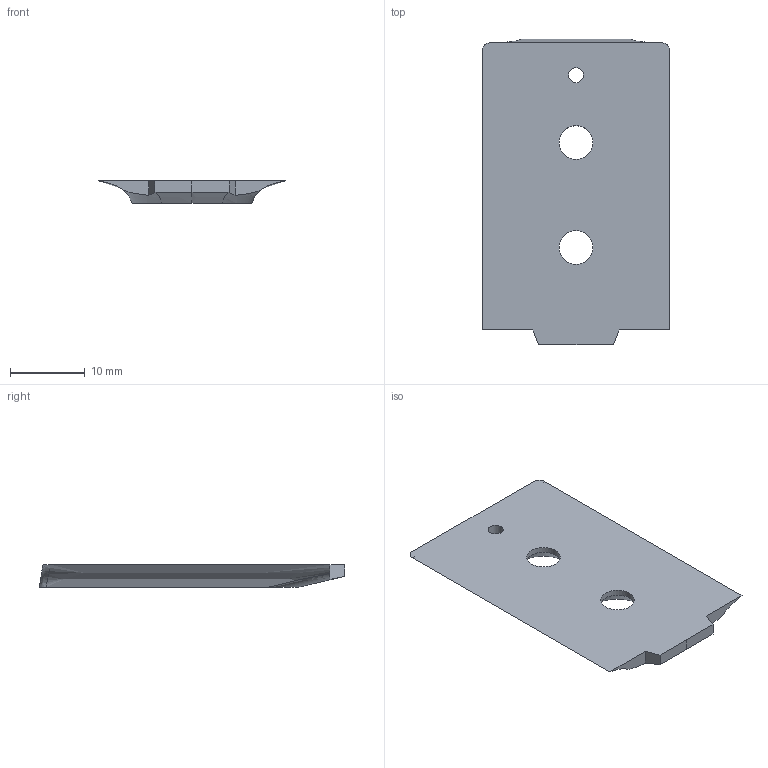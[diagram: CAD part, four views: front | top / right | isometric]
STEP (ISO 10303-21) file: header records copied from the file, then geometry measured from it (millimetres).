
FILE_DESCRIPTION(('FreeCAD Model'),'2;1');
FILE_NAME('Open CASCADE Shape Model','2023-11-12T10:14:58',(''),(''), 'Open CASCADE STEP processor 7.6','FreeCAD','Unknown');
FILE_SCHEMA(('AUTOMOTIVE_DESIGN { 1 0 10303 214 1 1 1 1 }'));
Length unit declared in the file: millimetre
Products named in the file (1): Front_wing_mount_block001
Bounding box: 24.94 x 40.82 x 3 mm (x, y, z)
Volume: 1934.7 mm3; surface area: 2154.7 mm2
Topology: 1 solids, 1 shells, 22 faces, 57 edges, 37 vertices
Faces by surface type: plane 9, bspline 8, cylinder 3, cone 2
Full cylindrical faces by diameter (mm): 2 x1, 4.5 x2
Entity records: 2237 total; most frequent: CARTESIAN_POINT 1173, DIRECTION 153, ORIENTED_EDGE 114, PCURVE 114, DEFINITIONAL_REPRESENTATION 114, LINE 86, VECTOR 86, B_SPLINE_CURVE_WITH_KNOTS 59
